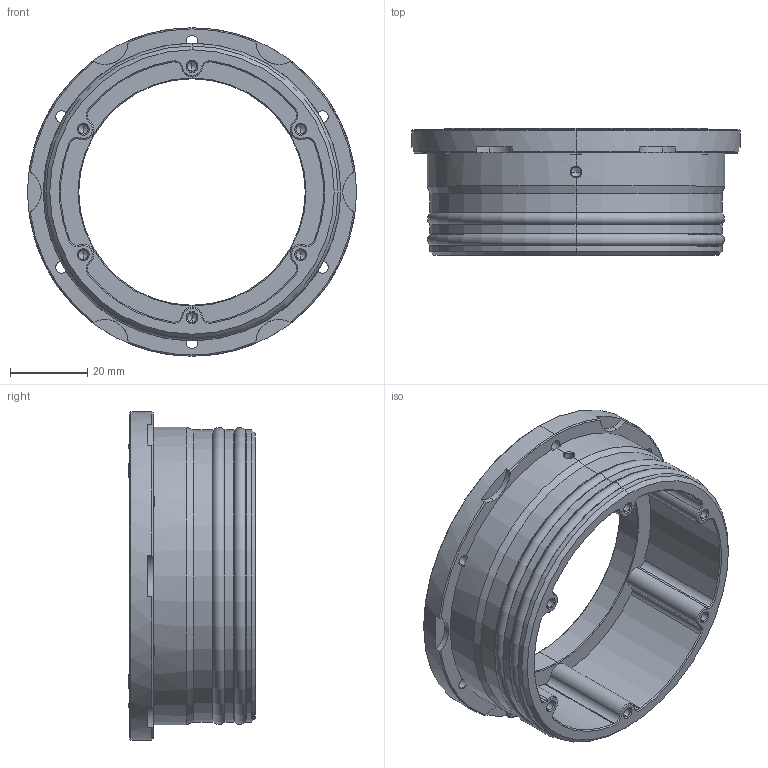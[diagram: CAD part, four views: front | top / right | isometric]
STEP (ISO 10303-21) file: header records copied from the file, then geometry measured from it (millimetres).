
FILE_DESCRIPTION (( 'STEP AP203' ), '1' );
FILE_NAME ('14010401-0851.STEP', '2023-11-27T08:25:34', ( '' ), ( '' ), 'SwSTEP 2.0', 'SolidWorks 2022', '' );
FILE_SCHEMA (( 'CONFIG_CONTROL_DESIGN' ));
Length unit declared in the file: millimetre
Products named in the file (1): 14010401-0851
Bounding box: 85 x 32.83 x 85 mm (x, y, z)
Volume: 46029.1 mm3; surface area: 22070.4 mm2
Topology: 1 solids, 1 shells, 206 faces, 522 edges, 309 vertices
Faces by surface type: cone 92, cylinder 79, plane 21, torus 14
Entity records: 6492 total; most frequent: CARTESIAN_POINT 1318, DIRECTION 1201, ORIENTED_EDGE 1012, AXIS2_PLACEMENT_3D 508, EDGE_CURVE 506, VERTEX_POINT 309, CIRCLE 301, EDGE_LOOP 227
